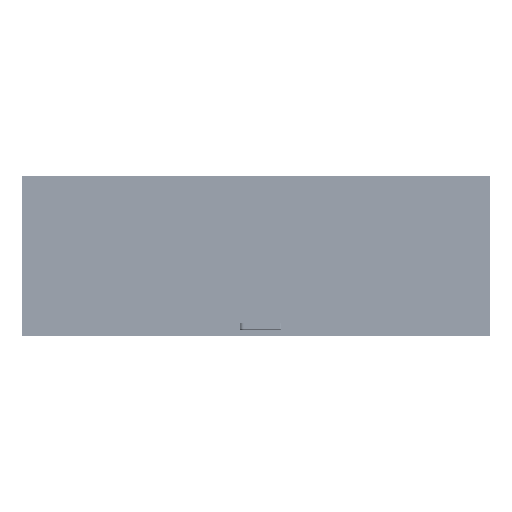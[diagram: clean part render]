
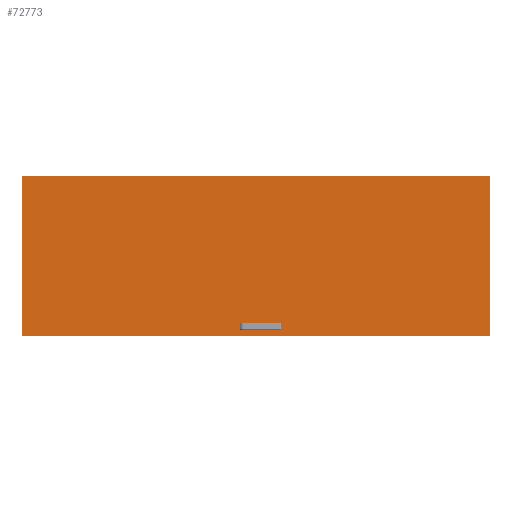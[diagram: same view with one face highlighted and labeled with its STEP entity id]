
A CAD part, top view. The second image highlights one B-rep face of the part: STEP entity #72773.
In plain terms, the highlighted planar face has unit normal (0, 0, 1).
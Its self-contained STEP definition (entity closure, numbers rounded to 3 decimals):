
#3 = DIRECTION ( 'NONE',  ( 1., 0., 0. ) ) ;
#8 = CARTESIAN_POINT ( 'NONE',  ( -1073.9, -367.9, 2. ) ) ;
#22 = CARTESIAN_POINT ( 'NONE',  ( 1073.9, 367.9, 2. ) ) ;
#51 = CARTESIAN_POINT ( 'NONE',  ( 26., -322.5, 2. ) ) ;
#62 = DIRECTION ( 'NONE',  ( -1., 0., 0. ) ) ;
#66 = CARTESIAN_POINT ( 'NONE',  ( -37.662, -318., 2. ) ) ;
#176 = CARTESIAN_POINT ( 'NONE',  ( 37.662, -327., 2. ) ) ;
#183 = DIRECTION ( 'NONE',  ( 0., 1., 0. ) ) ;
#357 = CARTESIAN_POINT ( 'NONE',  ( 1073.9, -368., 2. ) ) ;
#369 = CARTESIAN_POINT ( 'NONE',  ( -1073.9, 368., 2. ) ) ;
#1445 = DIRECTION ( 'NONE',  ( 0., -1., 0. ) ) ;
#2205 = DIRECTION ( 'NONE',  ( -1., 0., 0. ) ) ;
#2214 = DIRECTION ( 'NONE',  ( 1., 0., 0. ) ) ;
#2220 = DIRECTION ( 'NONE',  ( 1., 0., 0. ) ) ;
#2237 = DIRECTION ( 'NONE',  ( 0., 0., 1. ) ) ;
#2385 = DIRECTION ( 'NONE',  ( -1., 0., 0. ) ) ;
#2452 = CARTESIAN_POINT ( 'NONE',  ( 37.662, -318., 2. ) ) ;
#2462 = CARTESIAN_POINT ( 'NONE',  ( 26., -322.5, 2. ) ) ;
#2559 = VECTOR ( 'NONE', #62, 1000. ) ;
#2601 = VECTOR ( 'NONE', #3, 1000. ) ;
#2631 = CIRCLE ( 'NONE', #47939, 4.5 ) ;
#2636 = LINE ( 'NONE', #89072, #2601 ) ;
#2654 = LINE ( 'NONE', #66, #2559 ) ;
#2703 = LINE ( 'NONE', #2452, #86393 ) ;
#2712 = CIRCLE ( 'NONE', #47932, 12.5 ) ;
#2751 = VECTOR ( 'NONE', #88692, 1000. ) ;
#2849 = CIRCLE ( 'NONE', #47940, 12.5 ) ;
#3999 = DIRECTION ( 'NONE',  ( -1., 0., 0. ) ) ;
#4183 = CARTESIAN_POINT ( 'NONE',  ( 54.3, -322.5, 2. ) ) ;
#4188 = DIRECTION ( 'NONE',  ( 0., 0., 1. ) ) ;
#4649 = CARTESIAN_POINT ( 'NONE',  ( -26., -322.5, 2. ) ) ;
#10213 = CARTESIAN_POINT ( 'NONE',  ( 1073.9, -367.9, 2. ) ) ;
#10228 = CARTESIAN_POINT ( 'NONE',  ( 54.3, -318., 2. ) ) ;
#10235 = CARTESIAN_POINT ( 'NONE',  ( 37.662, -318., 2. ) ) ;
#10251 = CARTESIAN_POINT ( 'NONE',  ( -14.338, -318., 2. ) ) ;
#10284 = CARTESIAN_POINT ( 'NONE',  ( 14.338, -318., 2. ) ) ;
#10306 = CARTESIAN_POINT ( 'NONE',  ( -14.338, -327., 2. ) ) ;
#10318 = CARTESIAN_POINT ( 'NONE',  ( 58.8, -322.5, 2. ) ) ;
#10317 = CARTESIAN_POINT ( 'NONE',  ( -54.3, -318., 2. ) ) ;
#10330 = CARTESIAN_POINT ( 'NONE',  ( -54.3, -327., 2. ) ) ;
#10337 = CARTESIAN_POINT ( 'NONE',  ( -37.662, -327., 2. ) ) ;
#10409 = CARTESIAN_POINT ( 'NONE',  ( -37.662, -318., 2. ) ) ;
#10491 = CARTESIAN_POINT ( 'NONE',  ( 37.662, -327., 2. ) ) ;
#10518 = CARTESIAN_POINT ( 'NONE',  ( 54.3, -327., 2. ) ) ;
#10557 = CARTESIAN_POINT ( 'NONE',  ( -1073.9, 367.9, 2. ) ) ;
#10571 = CARTESIAN_POINT ( 'NONE',  ( 14.338, -327., 2. ) ) ;
#10621 = CARTESIAN_POINT ( 'NONE',  ( -1073.9, -367.9, 2. ) ) ;
#10638 = CARTESIAN_POINT ( 'NONE',  ( 1073.9, 367.9, 2. ) ) ;
#14400 = PLANE ( 'NONE',  #50270 ) ;
#15079 = CARTESIAN_POINT ( 'NONE',  ( -1074., -368., 2. ) ) ;
#15639 = DIRECTION ( 'NONE',  ( 0., 0., 1. ) ) ;
#17142 = DIRECTION ( 'NONE',  ( 1., 0., 0. ) ) ;
#34258 = VERTEX_POINT ( 'NONE', #10318 ) ;
#34277 = VERTEX_POINT ( 'NONE', #10228 ) ;
#36254 = VERTEX_POINT ( 'NONE', #10638 ) ;
#36258 = VERTEX_POINT ( 'NONE', #10621 ) ;
#36273 = VERTEX_POINT ( 'NONE', #10571 ) ;
#36278 = VERTEX_POINT ( 'NONE', #10557 ) ;
#36297 = VERTEX_POINT ( 'NONE', #10518 ) ;
#36306 = VERTEX_POINT ( 'NONE', #10491 ) ;
#36328 = VERTEX_POINT ( 'NONE', #10409 ) ;
#36346 = VERTEX_POINT ( 'NONE', #10337 ) ;
#36348 = VERTEX_POINT ( 'NONE', #10330 ) ;
#36352 = VERTEX_POINT ( 'NONE', #10317 ) ;
#36356 = VERTEX_POINT ( 'NONE', #10306 ) ;
#36362 = VERTEX_POINT ( 'NONE', #10284 ) ;
#36372 = VERTEX_POINT ( 'NONE', #10251 ) ;
#36376 = VERTEX_POINT ( 'NONE', #10235 ) ;
#36382 = VERTEX_POINT ( 'NONE', #10213 ) ;
#45374 = EDGE_CURVE ( 'NONE', #34258, #34277, #83358, .T. ) ;
#45700 = EDGE_CURVE ( 'NONE', #36372, #36328, #2849, .T. ) ;
#45705 = EDGE_CURVE ( 'NONE', #36362, #36372, #87058, .T. ) ;
#45714 = EDGE_CURVE ( 'NONE', #36352, #36348, #2631, .T. ) ;
#45718 = EDGE_CURVE ( 'NONE', #36348, #36346, #2636, .T. ) ;
#45722 = EDGE_CURVE ( 'NONE', #36346, #36356, #86497, .T. ) ;
#45727 = EDGE_CURVE ( 'NONE', #36328, #36352, #2654, .T. ) ;
#45732 = EDGE_CURVE ( 'NONE', #36376, #36362, #2712, .T. ) ;
#45736 = EDGE_CURVE ( 'NONE', #34277, #36376, #2703, .T. ) ;
#45741 = EDGE_CURVE ( 'NONE', #36273, #36306, #86429, .T. ) ;
#45745 = EDGE_CURVE ( 'NONE', #36297, #34258, #86402, .T. ) ;
#45750 = EDGE_CURVE ( 'NONE', #36356, #36273, #89075, .T. ) ;
#45754 = EDGE_CURVE ( 'NONE', #36306, #36297, #89037, .T. ) ;
#45759 = EDGE_CURVE ( 'NONE', #36258, #36382, #88989, .T. ) ;
#45763 = EDGE_CURVE ( 'NONE', #36278, #36258, #88969, .T. ) ;
#45768 = EDGE_CURVE ( 'NONE', #36254, #36278, #88975, .T. ) ;
#45772 = EDGE_CURVE ( 'NONE', #36382, #36254, #88886, .T. ) ;
#47796 = AXIS2_PLACEMENT_3D ( 'NONE', #4183, #4188, #3999 ) ;
#47928 = AXIS2_PLACEMENT_3D ( 'NONE', #88480, #88613, #88600 ) ;
#47930 = AXIS2_PLACEMENT_3D ( 'NONE', #2462, #88618, #2205 ) ;
#47932 = AXIS2_PLACEMENT_3D ( 'NONE', #51, #88495, #2385 ) ;
#47935 = AXIS2_PLACEMENT_3D ( 'NONE', #88657, #2237, #2214 ) ;
#47939 = AXIS2_PLACEMENT_3D ( 'NONE', #88723, #89046, #89052 ) ;
#47940 = AXIS2_PLACEMENT_3D ( 'NONE', #4649, #88951, #88956 ) ;
#50270 = AXIS2_PLACEMENT_3D ( 'NONE', #15079, #15639, #17142 ) ;
#57911 = ORIENTED_EDGE ( 'NONE', *, *, #45722, .F. ) ;
#57912 = ORIENTED_EDGE ( 'NONE', *, *, #45718, .F. ) ;
#57913 = ORIENTED_EDGE ( 'NONE', *, *, #45714, .F. ) ;
#57914 = ORIENTED_EDGE ( 'NONE', *, *, #45727, .F. ) ;
#57915 = ORIENTED_EDGE ( 'NONE', *, *, #45700, .F. ) ;
#57916 = ORIENTED_EDGE ( 'NONE', *, *, #45705, .F. ) ;
#57917 = ORIENTED_EDGE ( 'NONE', *, *, #45732, .F. ) ;
#57918 = ORIENTED_EDGE ( 'NONE', *, *, #45736, .F. ) ;
#57919 = ORIENTED_EDGE ( 'NONE', *, *, #45374, .F. ) ;
#57920 = ORIENTED_EDGE ( 'NONE', *, *, #45745, .F. ) ;
#57921 = ORIENTED_EDGE ( 'NONE', *, *, #45754, .F. ) ;
#57922 = ORIENTED_EDGE ( 'NONE', *, *, #45741, .F. ) ;
#57923 = ORIENTED_EDGE ( 'NONE', *, *, #45750, .F. ) ;
#57924 = ORIENTED_EDGE ( 'NONE', *, *, #45763, .T. ) ;
#57925 = ORIENTED_EDGE ( 'NONE', *, *, #45759, .T. ) ;
#57926 = ORIENTED_EDGE ( 'NONE', *, *, #45772, .T. ) ;
#57927 = ORIENTED_EDGE ( 'NONE', *, *, #45768, .T. ) ;
#72773 = ADVANCED_FACE ( 'NONE', ( #79677, #79667 ), #14400, .T. ) ;
#73747 = EDGE_LOOP ( 'NONE', ( #57924, #57925, #57926, #57927 ) ) ;
#73751 = EDGE_LOOP ( 'NONE', ( #57911, #57912, #57913, #57914, #57915, #57916, #57917, #57918, #57919, #57920, #57921, #57922, #57923 ) ) ;
#79667 = FACE_OUTER_BOUND ( 'NONE', #73747, .T. ) ;
#79677 = FACE_BOUND ( 'NONE', #73751, .T. ) ;
#83358 = CIRCLE ( 'NONE', #47796, 4.5 ) ;
#86393 = VECTOR ( 'NONE', #88476, 1000. ) ;
#86402 = CIRCLE ( 'NONE', #47928, 4.5 ) ;
#86429 = CIRCLE ( 'NONE', #47930, 12.5 ) ;
#86497 = CIRCLE ( 'NONE', #47935, 12.5 ) ;
#87058 = LINE ( 'NONE', #88962, #2751 ) ;
#88476 = DIRECTION ( 'NONE',  ( -1., 0., 0. ) ) ;
#88480 = CARTESIAN_POINT ( 'NONE',  ( 54.3, -322.5, 2. ) ) ;
#88495 = DIRECTION ( 'NONE',  ( 0., 0., 1. ) ) ;
#88507 = CARTESIAN_POINT ( 'NONE',  ( -14.338, -327., 2. ) ) ;
#88600 = DIRECTION ( 'NONE',  ( -1., 0., 0. ) ) ;
#88613 = DIRECTION ( 'NONE',  ( 0., 0., 1. ) ) ;
#88618 = DIRECTION ( 'NONE',  ( 0., 0., 1. ) ) ;
#88625 = DIRECTION ( 'NONE',  ( 1., 0., 0. ) ) ;
#88644 = DIRECTION ( 'NONE',  ( 1., 0., 0. ) ) ;
#88657 = CARTESIAN_POINT ( 'NONE',  ( -26., -322.5, 2. ) ) ;
#88692 = DIRECTION ( 'NONE',  ( -1., 0., 0. ) ) ;
#88723 = CARTESIAN_POINT ( 'NONE',  ( -54.3, -322.5, 2. ) ) ;
#88813 = DIRECTION ( 'NONE',  ( -1., 0., 0. ) ) ;
#88880 = VECTOR ( 'NONE', #183, 1000. ) ;
#88886 = LINE ( 'NONE', #357, #88880 ) ;
#88939 = VECTOR ( 'NONE', #88813, 1000. ) ;
#88951 = DIRECTION ( 'NONE',  ( 0., 0., 1. ) ) ;
#88956 = DIRECTION ( 'NONE',  ( 1., 0., 0. ) ) ;
#88962 = CARTESIAN_POINT ( 'NONE',  ( -14.338, -318., 2. ) ) ;
#88963 = VECTOR ( 'NONE', #1445, 1000. ) ;
#88969 = LINE ( 'NONE', #369, #88963 ) ;
#88975 = LINE ( 'NONE', #22, #88939 ) ;
#88984 = VECTOR ( 'NONE', #88644, 1000. ) ;
#88989 = LINE ( 'NONE', #8, #88984 ) ;
#89031 = VECTOR ( 'NONE', #2220, 1000. ) ;
#89037 = LINE ( 'NONE', #176, #89031 ) ;
#89046 = DIRECTION ( 'NONE',  ( 0., 0., 1. ) ) ;
#89052 = DIRECTION ( 'NONE',  ( 1., 0., 0. ) ) ;
#89060 = VECTOR ( 'NONE', #88625, 1000. ) ;
#89072 = CARTESIAN_POINT ( 'NONE',  ( -37.662, -327., 2. ) ) ;
#89075 = LINE ( 'NONE', #88507, #89060 ) ;
